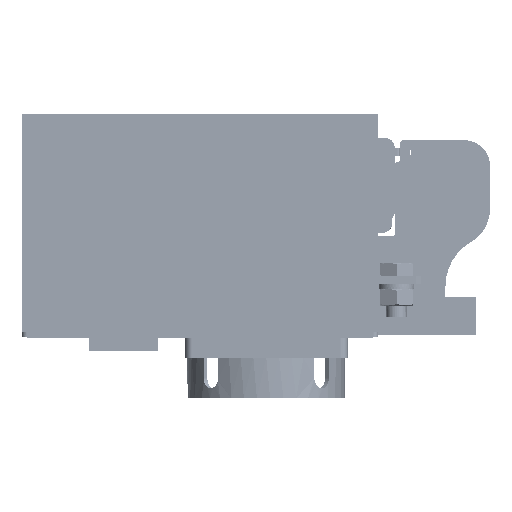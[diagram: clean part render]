
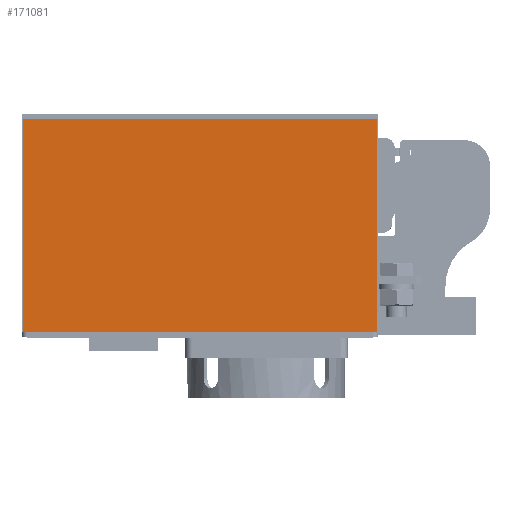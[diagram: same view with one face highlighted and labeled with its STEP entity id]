
A CAD part, front view. The second image highlights one B-rep face of the part: STEP entity #171081.
In plain terms, the highlighted planar face has unit normal (0, -1, 0).
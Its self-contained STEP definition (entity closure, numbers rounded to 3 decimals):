
#15244=LINE('',#259869,#29298);
#15245=LINE('',#259872,#29299);
#15246=LINE('',#259874,#29300);
#15247=LINE('',#259876,#29301);
#15248=LINE('',#259878,#29302);
#15249=LINE('',#259880,#29303);
#29298=VECTOR('',#212437,1000.);
#29299=VECTOR('',#212438,1000.);
#29300=VECTOR('',#212439,1000.);
#29301=VECTOR('',#212440,1000.);
#29302=VECTOR('',#212441,1000.);
#29303=VECTOR('',#212442,1000.);
#63159=ORIENTED_EDGE('',*,*,#83962,.T.);
#63160=ORIENTED_EDGE('',*,*,#83963,.F.);
#63161=ORIENTED_EDGE('',*,*,#83964,.T.);
#63162=ORIENTED_EDGE('',*,*,#83965,.T.);
#63163=ORIENTED_EDGE('',*,*,#83966,.T.);
#63164=ORIENTED_EDGE('',*,*,#83967,.T.);
#83962=EDGE_CURVE('',#96656,#96657,#15244,.T.);
#83963=EDGE_CURVE('',#96658,#96657,#15245,.T.);
#83964=EDGE_CURVE('',#96658,#96659,#15246,.T.);
#83965=EDGE_CURVE('',#96659,#96660,#15247,.T.);
#83966=EDGE_CURVE('',#96660,#96661,#15248,.T.);
#83967=EDGE_CURVE('',#96661,#96656,#15249,.T.);
#96656=VERTEX_POINT('',#259870);
#96657=VERTEX_POINT('',#259871);
#96658=VERTEX_POINT('',#259873);
#96659=VERTEX_POINT('',#259875);
#96660=VERTEX_POINT('',#259877);
#96661=VERTEX_POINT('',#259879);
#107674=EDGE_LOOP('',(#63159,#63160,#63161,#63162,#63163,#63164));
#114775=FACE_BOUND('',#107674,.T.);
#119880=PLANE('',#180738);
#171081=ADVANCED_FACE('',(#114775),#119880,.T.);
#180738=AXIS2_PLACEMENT_3D('',#259868,#212435,#212436);
#212435=DIRECTION('',(0.,-1.,0.));
#212436=DIRECTION('',(1.,0.,0.));
#212437=DIRECTION('',(0.,0.,1.));
#212438=DIRECTION('',(1.,0.,0.));
#212439=DIRECTION('',(0.,0.,-1.));
#212440=DIRECTION('',(1.,0.,0.));
#212441=DIRECTION('',(1.,0.,0.));
#212442=DIRECTION('',(1.,0.,0.));
#259868=CARTESIAN_POINT('',(43.5,-145.785,43.5));
#259869=CARTESIAN_POINT('',(43.5,-145.785,-39.));
#259870=CARTESIAN_POINT('',(43.5,-145.785,-39.));
#259871=CARTESIAN_POINT('',(43.5,-145.785,45.));
#259872=CARTESIAN_POINT('',(-95.5,-145.785,45.));
#259873=CARTESIAN_POINT('',(-95.5,-145.785,45.));
#259874=CARTESIAN_POINT('',(-95.5,-145.785,43.5));
#259875=CARTESIAN_POINT('',(-95.5,-145.785,-39.));
#259876=CARTESIAN_POINT('',(-95.5,-145.785,-39.));
#259877=CARTESIAN_POINT('',(-95.323,-145.785,-39.));
#259878=CARTESIAN_POINT('',(-95.5,-145.785,-39.));
#259879=CARTESIAN_POINT('',(43.323,-145.785,-39.));
#259880=CARTESIAN_POINT('',(-95.5,-145.785,-39.));
